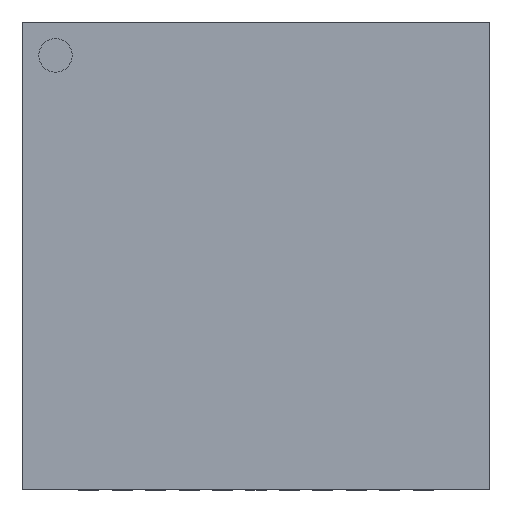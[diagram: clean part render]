
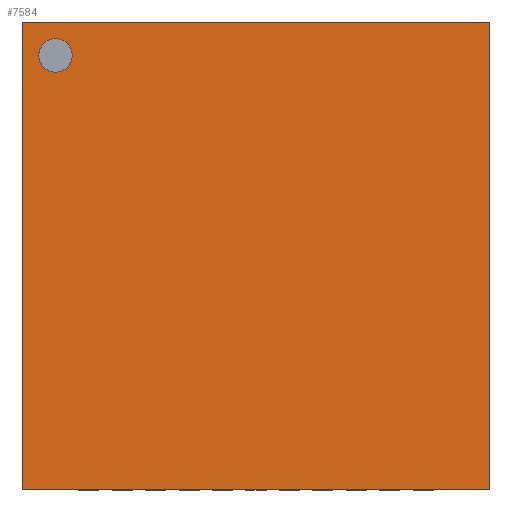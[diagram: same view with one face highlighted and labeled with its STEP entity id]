
A CAD part, top view. The second image highlights one B-rep face of the part: STEP entity #7584.
In plain terms, the highlighted planar face has unit normal (0, 0, 1).
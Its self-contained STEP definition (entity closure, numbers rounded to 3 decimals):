
#65=FACE_BOUND($,#975,.T.);
#156=CIRCLE($,#8224,0.25);
#516=FACE_OUTER_BOUND($,#974,.T.);
#974=EDGE_LOOP($,(#5625,#5626,#5627,#5628));
#975=EDGE_LOOP($,(#5629));
#1658=LINE($,#11799,#2562);
#1665=LINE($,#11815,#2569);
#1666=LINE($,#11817,#2570);
#1667=LINE($,#11818,#2571);
#2562=VECTOR($,#9530,7.);
#2569=VECTOR($,#9547,7.);
#2570=VECTOR($,#9548,7.);
#2571=VECTOR($,#9549,7.);
#3415=VERTEX_POINT($,#11796);
#3416=VERTEX_POINT($,#11798);
#3419=VERTEX_POINT($,#11810);
#3420=VERTEX_POINT($,#11814);
#3421=VERTEX_POINT($,#11816);
#4278=EDGE_CURVE($,#3416,#3415,#1658,.T.);
#4286=EDGE_CURVE($,#3419,#3419,#156,.T.);
#4287=EDGE_CURVE($,#3415,#3420,#1665,.T.);
#4288=EDGE_CURVE($,#3420,#3421,#1666,.T.);
#4289=EDGE_CURVE($,#3421,#3416,#1667,.T.);
#5625=ORIENTED_EDGE($,*,*,#4287,.T.);
#5626=ORIENTED_EDGE($,*,*,#4288,.T.);
#5627=ORIENTED_EDGE($,*,*,#4289,.T.);
#5628=ORIENTED_EDGE($,*,*,#4278,.T.);
#5629=ORIENTED_EDGE($,*,*,#4286,.T.);
#7172=PLANE($,#8226);
#7584=ADVANCED_FACE($,(#516,#65),#7172,.T.);
#8224=AXIS2_PLACEMENT_3D($,#11811,#9541,#9542);
#8226=AXIS2_PLACEMENT_3D($,#11813,#9545,#9546);
#9530=DIRECTION($,(0.,-1.,0.));
#9541=DIRECTION('center_axis',(0.,0.,-1.));
#9542=DIRECTION('ref_axis',(1.,0.,0.));
#9545=DIRECTION('center_axis',(0.,0.,1.));
#9546=DIRECTION('ref_axis',(0.,-1.,0.));
#9547=DIRECTION($,(1.,0.,0.));
#9548=DIRECTION($,(0.,1.,0.));
#9549=DIRECTION($,(-1.,0.,0.));
#11796=CARTESIAN_POINT('',(-3.5,-3.5,0.9));
#11798=CARTESIAN_POINT('',(-3.5,3.5,0.9));
#11799=CARTESIAN_POINT($,(-3.5,0.,0.9));
#11810=CARTESIAN_POINT('',(-2.75,3.,0.9));
#11811=CARTESIAN_POINT('Origin',(-3.,3.,0.9));
#11813=CARTESIAN_POINT('Origin',(0.,0.,0.9));
#11814=CARTESIAN_POINT('',(3.5,-3.5,0.9));
#11815=CARTESIAN_POINT($,(0.,-3.5,0.9));
#11816=CARTESIAN_POINT('',(3.5,3.5,0.9));
#11817=CARTESIAN_POINT($,(3.5,0.,0.9));
#11818=CARTESIAN_POINT($,(0.,3.5,0.9));
